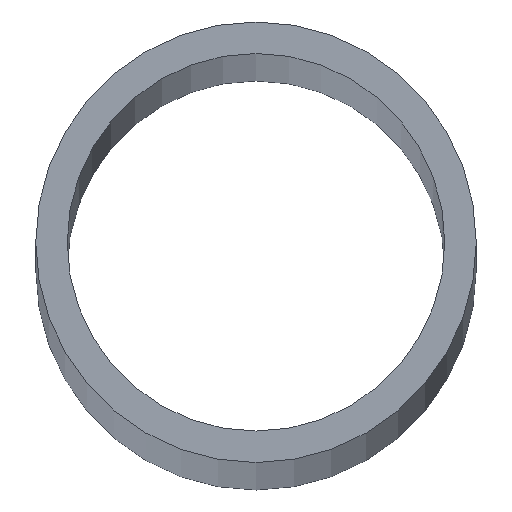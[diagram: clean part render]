
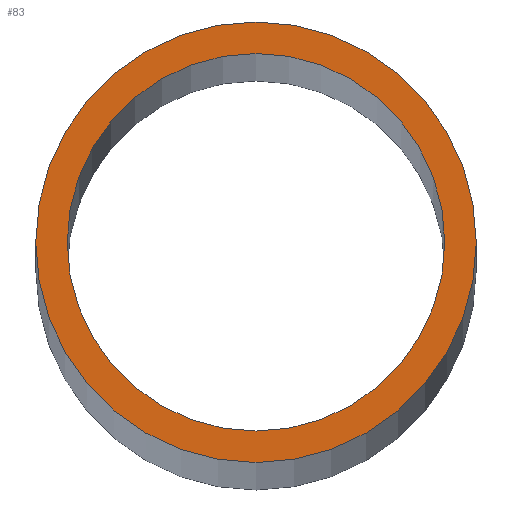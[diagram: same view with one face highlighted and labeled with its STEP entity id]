
A CAD part, top view. The second image highlights one B-rep face of the part: STEP entity #83.
In plain terms, the highlighted planar face has unit normal (0, 0, 1).
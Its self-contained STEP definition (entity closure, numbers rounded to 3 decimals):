
#11 = CARTESIAN_POINT ( 'NONE',  ( 14., 0., 1000. ) ) ;
#12 = DIRECTION ( 'NONE',  ( 1., 0., 0. ) ) ;
#14 = CARTESIAN_POINT ( 'NONE',  ( -12., 0., 1000. ) ) ;
#22 = CIRCLE ( 'NONE', #80, 12. ) ;
#24 = EDGE_LOOP ( 'NONE', ( #103, #104 ) ) ;
#25 = VERTEX_POINT ( 'NONE', #11 ) ;
#36 = DIRECTION ( 'NONE',  ( 0., 0., 1. ) ) ;
#44 = ORIENTED_EDGE ( 'NONE', *, *, #158, .F. ) ;
#52 = CARTESIAN_POINT ( 'NONE',  ( 0., 0., 1000. ) ) ;
#53 = AXIS2_PLACEMENT_3D ( 'NONE', #180, #36, #69 ) ;
#59 = CIRCLE ( 'NONE', #125, 14. ) ;
#65 = DIRECTION ( 'NONE',  ( 1., 0., 0. ) ) ;
#66 = CIRCLE ( 'NONE', #186, 12. ) ;
#69 = DIRECTION ( 'NONE',  ( 1., 0., 0. ) ) ;
#71 = CARTESIAN_POINT ( 'NONE',  ( 0., 0., 1000. ) ) ;
#80 = AXIS2_PLACEMENT_3D ( 'NONE', #181, #147, #166 ) ;
#83 = ADVANCED_FACE ( 'NONE', ( #92, #229 ), #128, .T. ) ;
#84 = VERTEX_POINT ( 'NONE', #142 ) ;
#92 = FACE_OUTER_BOUND ( 'NONE', #24, .T. ) ;
#102 = EDGE_CURVE ( 'NONE', #84, #25, #149, .T. ) ;
#103 = ORIENTED_EDGE ( 'NONE', *, *, #102, .T. ) ;
#104 = ORIENTED_EDGE ( 'NONE', *, *, #146, .T. ) ;
#105 = DIRECTION ( 'NONE',  ( 0., 0., 1. ) ) ;
#117 = ORIENTED_EDGE ( 'NONE', *, *, #202, .F. ) ;
#121 = AXIS2_PLACEMENT_3D ( 'NONE', #52, #105, #12 ) ;
#125 = AXIS2_PLACEMENT_3D ( 'NONE', #164, #130, #165 ) ;
#128 = PLANE ( 'NONE',  #53 ) ;
#130 = DIRECTION ( 'NONE',  ( 0., 0., 1. ) ) ;
#133 = EDGE_LOOP ( 'NONE', ( #44, #117 ) ) ;
#142 = CARTESIAN_POINT ( 'NONE',  ( -14., 0., 1000. ) ) ;
#146 = EDGE_CURVE ( 'NONE', #25, #84, #59, .T. ) ;
#147 = DIRECTION ( 'NONE',  ( 0., 0., 1. ) ) ;
#149 = CIRCLE ( 'NONE', #121, 14. ) ;
#158 = EDGE_CURVE ( 'NONE', #176, #210, #66, .T. ) ;
#164 = CARTESIAN_POINT ( 'NONE',  ( 0., 0., 1000. ) ) ;
#165 = DIRECTION ( 'NONE',  ( 1., 0., 0. ) ) ;
#166 = DIRECTION ( 'NONE',  ( 1., 0., 0. ) ) ;
#176 = VERTEX_POINT ( 'NONE', #14 ) ;
#180 = CARTESIAN_POINT ( 'NONE',  ( 0., 0., 1000. ) ) ;
#181 = CARTESIAN_POINT ( 'NONE',  ( 0., 0., 1000. ) ) ;
#186 = AXIS2_PLACEMENT_3D ( 'NONE', #71, #212, #65 ) ;
#202 = EDGE_CURVE ( 'NONE', #210, #176, #22, .T. ) ;
#210 = VERTEX_POINT ( 'NONE', #231 ) ;
#212 = DIRECTION ( 'NONE',  ( 0., 0., 1. ) ) ;
#229 = FACE_BOUND ( 'NONE', #133, .T. ) ;
#231 = CARTESIAN_POINT ( 'NONE',  ( 12., 0., 1000. ) ) ;
